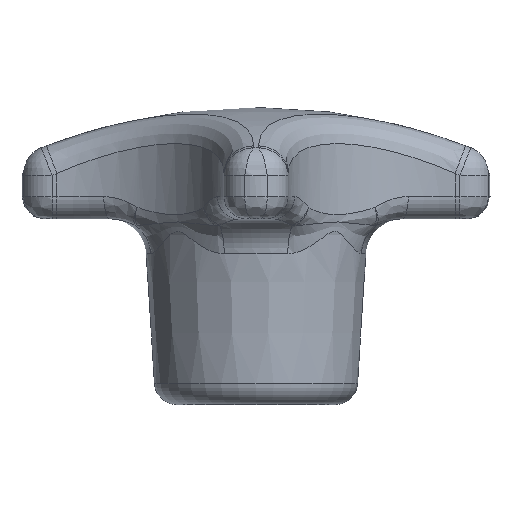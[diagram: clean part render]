
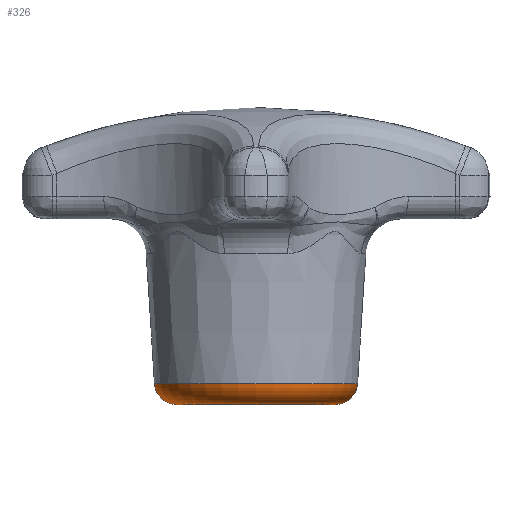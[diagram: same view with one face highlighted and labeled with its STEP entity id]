
A CAD part, front view. The second image highlights one B-rep face of the part: STEP entity #326.
In plain terms, the highlighted toroidal (fillet/blend) face has major radius 10.686 mm and minor radius 3 mm.
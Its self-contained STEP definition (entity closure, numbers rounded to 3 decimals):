
#326 = ADVANCED_FACE( '', ( #673, #674 ), #675, .T. );
#673 = FACE_OUTER_BOUND( '', #5853, .T. );
#674 = FACE_OUTER_BOUND( '', #5854, .T. );
#675 = TOROIDAL_SURFACE( '', #5855, 10.686, 3. );
#5853 = EDGE_LOOP( '', ( #8282 ) );
#5854 = EDGE_LOOP( '', ( #8283 ) );
#5855 = AXIS2_PLACEMENT_3D( '', #8284, #8285, #8286 );
#8282 = ORIENTED_EDGE( '', *, *, #8683, .F. );
#8283 = ORIENTED_EDGE( '', *, *, #8726, .F. );
#8284 = CARTESIAN_POINT( '', ( 0., 0., 3. ) );
#8285 = DIRECTION( '', ( 0., 0., 1. ) );
#8286 = DIRECTION( '', ( 1., 0., 0. ) );
#8683 = EDGE_CURVE( '', #9180, #9180, #9181, .F. );
#8726 = EDGE_CURVE( '', #9231, #9231, #9232, .F. );
#9180 = VERTEX_POINT( '', #10995 );
#9181 = CIRCLE( '', #10996, 10.686 );
#9231 = VERTEX_POINT( '', #11444 );
#9232 = CIRCLE( '', #11445, 13.68 );
#10995 = CARTESIAN_POINT( '', ( 10.686, 0., 0. ) );
#10996 = AXIS2_PLACEMENT_3D( '', #12093, #12094, #12095 );
#11444 = CARTESIAN_POINT( '', ( -13.68, 0., 2.808 ) );
#11445 = AXIS2_PLACEMENT_3D( '', #12154, #12155, #12156 );
#12093 = CARTESIAN_POINT( '', ( 0., 0., 0. ) );
#12094 = DIRECTION( '', ( 0., 0., 1. ) );
#12095 = DIRECTION( '', ( 1., 0., 0. ) );
#12154 = CARTESIAN_POINT( '', ( 0., 0., 2.808 ) );
#12155 = DIRECTION( '', ( 0., 0., -1. ) );
#12156 = DIRECTION( '', ( -1., 0., 0. ) );
